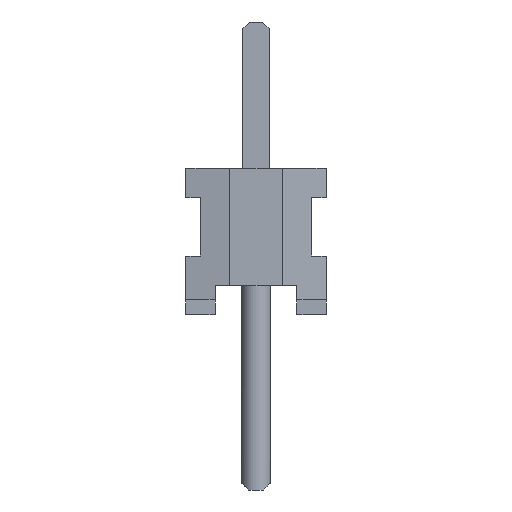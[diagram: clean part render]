
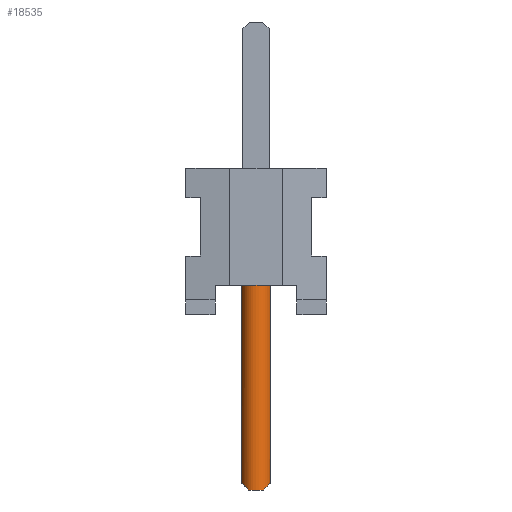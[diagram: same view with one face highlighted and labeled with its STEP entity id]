
A CAD part, left-side view. The second image highlights one B-rep face of the part: STEP entity #18535.
In plain terms, the highlighted cylindrical face has radius 0.254 mm (diameter 0.508 mm), a full revolution.
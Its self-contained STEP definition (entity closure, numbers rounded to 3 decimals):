
#17433 = EDGE_CURVE('',#17434,#17436,#17438,.T.);
#17434 = VERTEX_POINT('',#17435);
#17435 = CARTESIAN_POINT('',(-8.509,0.,1.27));
#17436 = VERTEX_POINT('',#17437);
#17437 = CARTESIAN_POINT('',(-8.035,0.127,1.27));
#17438 = CIRCLE('',#17439,0.254);
#17439 = AXIS2_PLACEMENT_3D('',#17440,#17441,#17442);
#17440 = CARTESIAN_POINT('',(-8.255,0.,1.27));
#17441 = DIRECTION('',(0.,0.,1.));
#17442 = DIRECTION('',(1.,0.,0.));
#17444 = EDGE_CURVE('',#17436,#17434,#17445,.T.);
#17445 = CIRCLE('',#17446,0.254);
#17446 = AXIS2_PLACEMENT_3D('',#17447,#17448,#17449);
#17447 = CARTESIAN_POINT('',(-8.255,0.,1.27));
#17448 = DIRECTION('',(0.,0.,1.));
#17449 = DIRECTION('',(1.,0.,0.));
#18535 = ADVANCED_FACE('',(#18536),#18582,.T.);
#18536 = FACE_BOUND('',#18537,.T.);
#18537 = EDGE_LOOP('',(#18538,#18539,#18546,#18555,#18564,#18573,#18580,
    #18581));
#18538 = ORIENTED_EDGE('',*,*,#17444,.F.);
#18539 = ORIENTED_EDGE('',*,*,#18540,.T.);
#18540 = EDGE_CURVE('',#17436,#18541,#18543,.T.);
#18541 = VERTEX_POINT('',#18542);
#18542 = CARTESIAN_POINT('',(-8.035,0.127,-3.048));
#18543 = B_SPLINE_CURVE_WITH_KNOTS('',1,(#18544,#18545),.UNSPECIFIED.,
  .F.,.F.,(2,2),(0.,4.318),.PIECEWISE_BEZIER_KNOTS.);
#18544 = CARTESIAN_POINT('',(-8.035,0.127,1.27));
#18545 = CARTESIAN_POINT('',(-8.035,0.127,-3.048));
#18546 = ORIENTED_EDGE('',*,*,#18547,.T.);
#18547 = EDGE_CURVE('',#18541,#18548,#18550,.T.);
#18548 = VERTEX_POINT('',#18549);
#18549 = CARTESIAN_POINT('',(-8.475,0.127,-3.048));
#18550 = ELLIPSE('',#18551,0.359,0.254);
#18551 = AXIS2_PLACEMENT_3D('',#18552,#18553,#18554);
#18552 = CARTESIAN_POINT('',(-8.255,0.,-3.175));
#18553 = DIRECTION('',(0.,-0.707,0.707));
#18554 = DIRECTION('',(0.,-0.707,-0.707));
#18555 = ORIENTED_EDGE('',*,*,#18556,.T.);
#18556 = EDGE_CURVE('',#18548,#18557,#18559,.T.);
#18557 = VERTEX_POINT('',#18558);
#18558 = CARTESIAN_POINT('',(-8.475,-0.127,-3.048));
#18559 = CIRCLE('',#18560,0.254);
#18560 = AXIS2_PLACEMENT_3D('',#18561,#18562,#18563);
#18561 = CARTESIAN_POINT('',(-8.255,0.,-3.048));
#18562 = DIRECTION('',(0.,0.,1.));
#18563 = DIRECTION('',(0.,-1.,0.));
#18564 = ORIENTED_EDGE('',*,*,#18565,.T.);
#18565 = EDGE_CURVE('',#18557,#18566,#18568,.T.);
#18566 = VERTEX_POINT('',#18567);
#18567 = CARTESIAN_POINT('',(-8.035,-0.127,-3.048));
#18568 = ELLIPSE('',#18569,0.359,0.254);
#18569 = AXIS2_PLACEMENT_3D('',#18570,#18571,#18572);
#18570 = CARTESIAN_POINT('',(-8.255,0.,-3.175));
#18571 = DIRECTION('',(0.,0.707,0.707));
#18572 = DIRECTION('',(0.,0.707,-0.707));
#18573 = ORIENTED_EDGE('',*,*,#18574,.T.);
#18574 = EDGE_CURVE('',#18566,#18541,#18575,.T.);
#18575 = CIRCLE('',#18576,0.254);
#18576 = AXIS2_PLACEMENT_3D('',#18577,#18578,#18579);
#18577 = CARTESIAN_POINT('',(-8.255,0.,-3.048));
#18578 = DIRECTION('',(0.,0.,1.));
#18579 = DIRECTION('',(0.,-1.,0.));
#18580 = ORIENTED_EDGE('',*,*,#18540,.F.);
#18581 = ORIENTED_EDGE('',*,*,#17433,.F.);
#18582 = CYLINDRICAL_SURFACE('',#18583,0.254);
#18583 = AXIS2_PLACEMENT_3D('',#18584,#18585,#18586);
#18584 = CARTESIAN_POINT('',(-8.255,0.,1.27));
#18585 = DIRECTION('',(0.,0.,-1.));
#18586 = DIRECTION('',(0.,1.,0.));
